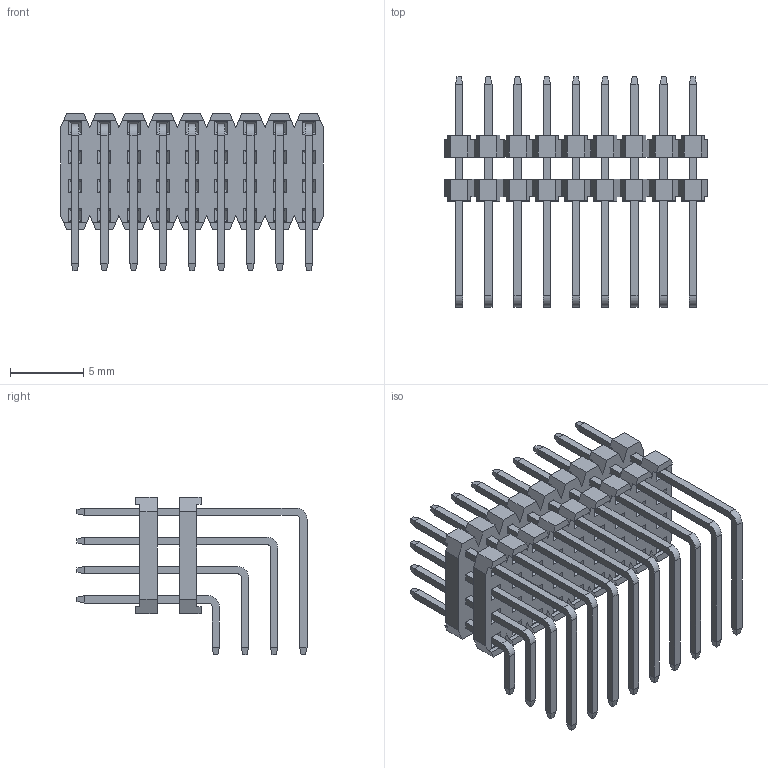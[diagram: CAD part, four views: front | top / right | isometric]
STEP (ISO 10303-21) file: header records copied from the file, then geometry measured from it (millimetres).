
FILE_DESCRIPTION( ('This file contains a STEP AP42 implementation' ,'as created by ZW3D STEP Interface translator.') ,'2;1' );
FILE_NAME( '1215-24XXXXRXXXXXXX(側醱俔)(毀砃).stp' ,'23 828.16 310', (''), ('ZWCAD Software Co.'), 'Version 1.0', 'ZW3D to STEP translator', '' );
FILE_SCHEMA(('AUTOMOTIVE_DESIGN { 1 0 10303 214 1 1 1 1 }'));
Length unit declared in the file: millimetre
Products named in the file (2): 0; 1215-24XXXXRXXXXXXX(側醱俔)(毀砃)
Bounding box: 18 x 15.75 x 10.8 mm (x, y, z)
Volume: 478.6 mm3; surface area: 2252.6 mm2
Topology: 38 solids, 38 shells, 1412 faces, 3432 edges, 2096 vertices
Faces by surface type: plane 1340, cylinder 72
Entity records: 41468 total; most frequent: CARTESIAN_POINT 6941, ORIENTED_EDGE 6864, DIRECTION 6402, EDGE_CURVE 3432, VECTOR 3288, LINE 3288, VERTEX_POINT 2096, AXIS2_PLACEMENT_3D 1557
